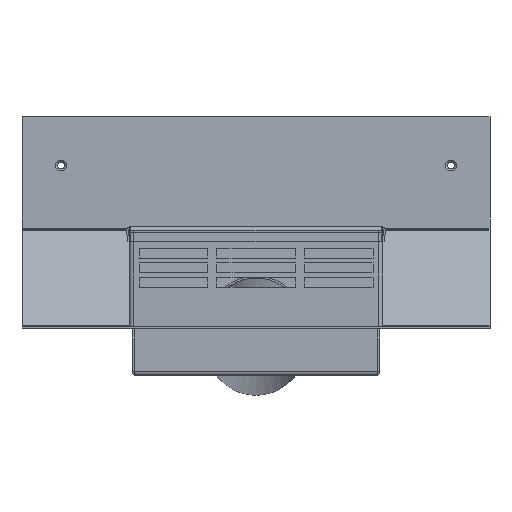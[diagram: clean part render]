
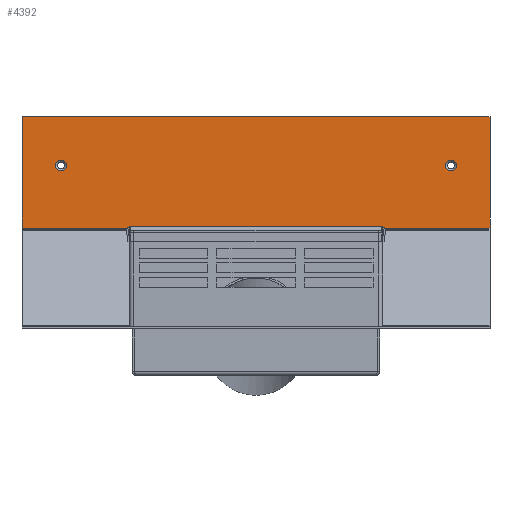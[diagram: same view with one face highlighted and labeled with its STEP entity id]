
A CAD part, left-side view. The second image highlights one B-rep face of the part: STEP entity #4392.
In plain terms, the highlighted planar face has unit normal (-1, 0, 0).
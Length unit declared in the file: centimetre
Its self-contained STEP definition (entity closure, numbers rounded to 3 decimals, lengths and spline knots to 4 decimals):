
#26=FACE_BOUND('',#596,.T.);
#27=FACE_BOUND('',#597,.T.);
#145=PLANE('',#4705);
#354=FACE_OUTER_BOUND('',#595,.T.);
#595=EDGE_LOOP('',(#3413,#3414,#3415,#3416));
#596=EDGE_LOOP('',(#3417));
#597=EDGE_LOOP('',(#3418));
#861=LINE('',#6369,#1374);
#942=LINE('',#6642,#1455);
#943=LINE('',#6644,#1456);
#944=LINE('',#6645,#1457);
#1374=VECTOR('',#5113,1.);
#1455=VECTOR('',#5356,1.);
#1456=VECTOR('',#5357,1.);
#1457=VECTOR('',#5358,1.);
#1831=CIRCLE('',#4593,5.5);
#1833=CIRCLE('',#4596,5.5);
#1971=VERTEX_POINT('',#6281);
#1973=VERTEX_POINT('',#6287);
#2005=VERTEX_POINT('',#6366);
#2006=VERTEX_POINT('',#6368);
#2085=VERTEX_POINT('',#6641);
#2086=VERTEX_POINT('',#6643);
#2408=EDGE_CURVE('',#1971,#1971,#1831,.T.);
#2411=EDGE_CURVE('',#1973,#1973,#1833,.T.);
#2451=EDGE_CURVE('',#2006,#2005,#861,.T.);
#2575=EDGE_CURVE('',#2005,#2085,#942,.T.);
#2576=EDGE_CURVE('',#2086,#2085,#943,.T.);
#2577=EDGE_CURVE('',#2086,#2006,#944,.T.);
#3413=ORIENTED_EDGE('',*,*,#2575,.T.);
#3414=ORIENTED_EDGE('',*,*,#2576,.F.);
#3415=ORIENTED_EDGE('',*,*,#2577,.T.);
#3416=ORIENTED_EDGE('',*,*,#2451,.T.);
#3417=ORIENTED_EDGE('',*,*,#2408,.T.);
#3418=ORIENTED_EDGE('',*,*,#2411,.T.);
#4392=ADVANCED_FACE('',(#354,#26,#27),#145,.T.);
#4593=AXIS2_PLACEMENT_3D('',#6282,#5029,#5030);
#4596=AXIS2_PLACEMENT_3D('',#6288,#5036,#5037);
#4705=AXIS2_PLACEMENT_3D('',#6640,#5354,#5355);
#5029=DIRECTION('center_axis',(1.,0.,0.));
#5030=DIRECTION('ref_axis',(0.,0.,1.));
#5036=DIRECTION('center_axis',(1.,0.,0.));
#5037=DIRECTION('ref_axis',(0.,0.,1.));
#5113=DIRECTION('',(0.,-1.,0.));
#5354=DIRECTION('center_axis',(-1.,0.,0.));
#5355=DIRECTION('ref_axis',(0.,-1.,0.));
#5356=DIRECTION('',(0.,0.,1.));
#5357=DIRECTION('',(0.,-1.,0.));
#5358=DIRECTION('',(0.,0.,-1.));
#6281=CARTESIAN_POINT('',(315.,200.,161.5));
#6282=CARTESIAN_POINT('Origin',(315.,200.,167.));
#6287=CARTESIAN_POINT('',(315.,-200.,161.5));
#6288=CARTESIAN_POINT('Origin',(315.,-200.,167.));
#6366=CARTESIAN_POINT('',(315.,-240.,102.8284));
#6368=CARTESIAN_POINT('',(315.,240.,102.8284));
#6369=CARTESIAN_POINT('',(315.,240.,102.8284));
#6640=CARTESIAN_POINT('Origin',(315.,240.,102.8284));
#6641=CARTESIAN_POINT('',(315.,-240.,217.));
#6642=CARTESIAN_POINT('',(315.,-240.,217.));
#6643=CARTESIAN_POINT('',(315.,240.,217.));
#6644=CARTESIAN_POINT('',(315.,240.,217.));
#6645=CARTESIAN_POINT('',(315.,240.,217.));
